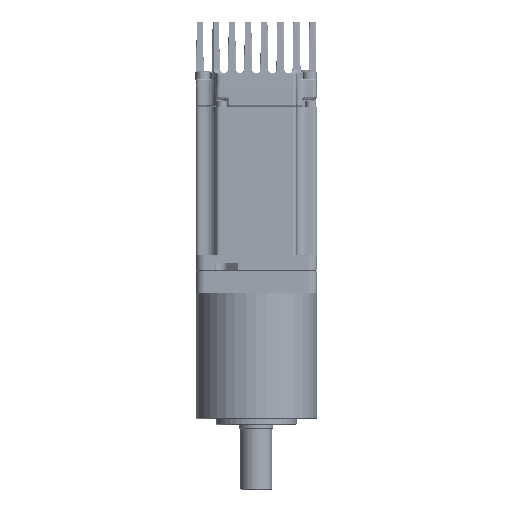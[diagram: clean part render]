
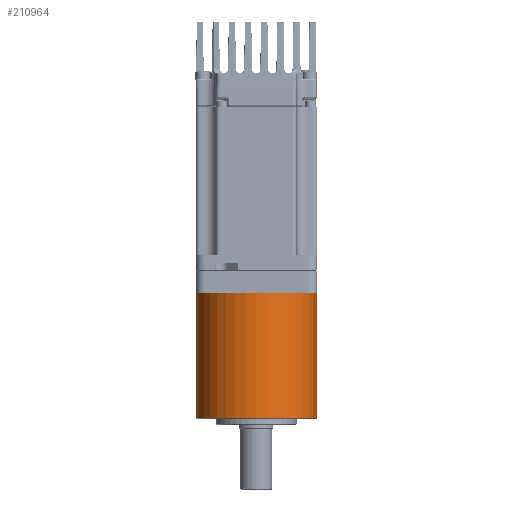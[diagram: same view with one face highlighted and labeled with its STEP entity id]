
A CAD part, front view. The second image highlights one B-rep face of the part: STEP entity #210964.
In plain terms, the highlighted cylindrical face has radius 30 mm (diameter 60 mm), a partial arc.
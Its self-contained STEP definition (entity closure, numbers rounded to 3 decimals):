
#7403 = CARTESIAN_POINT ( 'NONE',  ( -19.732, -76.495, 50.4 ) ) ;
#14282 = EDGE_CURVE ( 'NONE', #191244, #27841, #258623, .T. ) ;
#20882 = CARTESIAN_POINT ( 'NONE',  ( -19.732, -46.495, 112.4 ) ) ;
#22164 = VERTEX_POINT ( 'NONE', #7403 ) ;
#27841 = VERTEX_POINT ( 'NONE', #57867 ) ;
#28618 = CARTESIAN_POINT ( 'NONE',  ( 10.268, -46.495, 50.4 ) ) ;
#35133 = ORIENTED_EDGE ( 'NONE', *, *, #253366, .T. ) ;
#43096 = VECTOR ( 'NONE', #128313, 1000. ) ;
#44349 = DIRECTION ( 'NONE',  ( -1., 0., 0. ) ) ;
#44715 = DIRECTION ( 'NONE',  ( 0., 0., -1. ) ) ;
#44953 = CARTESIAN_POINT ( 'NONE',  ( -19.732, -46.495, 112.4 ) ) ;
#57867 = CARTESIAN_POINT ( 'NONE',  ( -49.732, -46.495, 112.4 ) ) ;
#59102 = CARTESIAN_POINT ( 'NONE',  ( -19.732, -46.495, 50.4 ) ) ;
#60074 = AXIS2_PLACEMENT_3D ( 'NONE', #44953, #44715, #44349 ) ;
#67479 = VERTEX_POINT ( 'NONE', #28618 ) ;
#81100 = EDGE_CURVE ( 'NONE', #191244, #67479, #236366, .T. ) ;
#81196 = DIRECTION ( 'NONE',  ( -1., 0., 0. ) ) ;
#83107 = DIRECTION ( 'NONE',  ( 0., 0., 1. ) ) ;
#87212 = ORIENTED_EDGE ( 'NONE', *, *, #170966, .T. ) ;
#89940 = CYLINDRICAL_SURFACE ( 'NONE', #243895, 30. ) ;
#92267 = CARTESIAN_POINT ( 'NONE',  ( -49.732, -46.495, 50.4 ) ) ;
#101634 = LINE ( 'NONE', #106170, #43096 ) ;
#106170 = CARTESIAN_POINT ( 'NONE',  ( -49.732, -46.495, 112.4 ) ) ;
#128313 = DIRECTION ( 'NONE',  ( 0., 0., -1. ) ) ;
#133944 = DIRECTION ( 'NONE',  ( 0., 0., -1. ) ) ;
#166396 = AXIS2_PLACEMENT_3D ( 'NONE', #214184, #83107, #236093 ) ;
#170966 = EDGE_CURVE ( 'NONE', #269948, #22164, #192717, .T. ) ;
#176154 = DIRECTION ( 'NONE',  ( -1., 0., 0. ) ) ;
#176683 = ORIENTED_EDGE ( 'NONE', *, *, #216004, .T. ) ;
#178315 = VECTOR ( 'NONE', #133944, 1000. ) ;
#183060 = ORIENTED_EDGE ( 'NONE', *, *, #14282, .T. ) ;
#184513 = CARTESIAN_POINT ( 'NONE',  ( 10.268, -46.495, 112.4 ) ) ;
#191244 = VERTEX_POINT ( 'NONE', #184513 ) ;
#192717 = CIRCLE ( 'NONE', #279751, 30. ) ;
#206450 = FACE_OUTER_BOUND ( 'NONE', #281053, .T. ) ;
#210964 = ADVANCED_FACE ( 'NONE', ( #206450 ), #89940, .T. ) ;
#212306 = DIRECTION ( 'NONE',  ( 0., 0., 1. ) ) ;
#214184 = CARTESIAN_POINT ( 'NONE',  ( -19.732, -46.495, 50.4 ) ) ;
#216004 = EDGE_CURVE ( 'NONE', #22164, #67479, #283760, .T. ) ;
#220711 = CARTESIAN_POINT ( 'NONE',  ( 10.268, -46.495, 112.4 ) ) ;
#220886 = DIRECTION ( 'NONE',  ( 0., 0., -1. ) ) ;
#236093 = DIRECTION ( 'NONE',  ( -1., 0., 0. ) ) ;
#236366 = LINE ( 'NONE', #220711, #178315 ) ;
#243895 = AXIS2_PLACEMENT_3D ( 'NONE', #20882, #220886, #176154 ) ;
#251707 = ORIENTED_EDGE ( 'NONE', *, *, #81100, .F. ) ;
#253366 = EDGE_CURVE ( 'NONE', #27841, #269948, #101634, .T. ) ;
#258623 = CIRCLE ( 'NONE', #60074, 30. ) ;
#269948 = VERTEX_POINT ( 'NONE', #92267 ) ;
#279751 = AXIS2_PLACEMENT_3D ( 'NONE', #59102, #212306, #81196 ) ;
#281053 = EDGE_LOOP ( 'NONE', ( #251707, #183060, #35133, #87212, #176683 ) ) ;
#283760 = CIRCLE ( 'NONE', #166396, 30. ) ;
